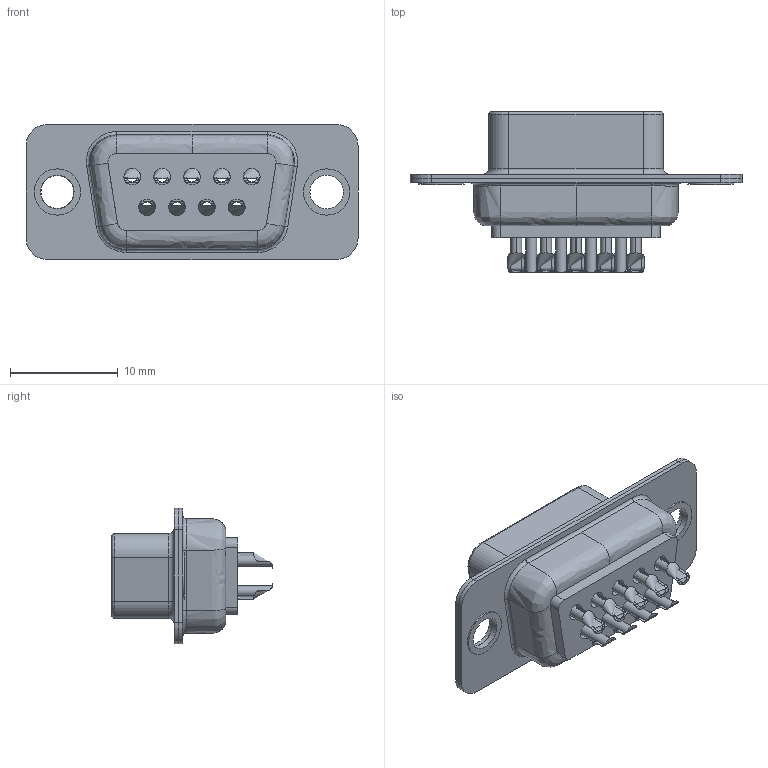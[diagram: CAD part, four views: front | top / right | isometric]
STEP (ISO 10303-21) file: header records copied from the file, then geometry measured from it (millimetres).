
FILE_DESCRIPTION(/* description */ ('Unknown'),/* implementation_level */ '2;1');
FILE_NAME(/* name */ '61800924923',/* time_stamp */ '2022-12-12T11:08:19+01:00',/* author */ ('Unknown'),/* organization */ ('Unknown'),/* preprocessor_version */ 'ST-DEVELOPER v16.7',/* originating_system */ 'Solid Edge',/* authorisation */ 'Unknown');
FILE_SCHEMA (('AUTOMOTIVE_DESIGN {1 0 10303 214 3 1 1}'));
Length unit declared in the file: millimetre
Products named in the file (5): 6180xx24923; 61800924923; 61800924923_SHIELDING2; 6180xx24923_PIN; 61800924923_SHIELDING1
Assembly tree (12 placements, depth 2):
  6180xx24923
    61800924923
    61800924923_SHIELDING2
    6180xx24923_PIN  x9
    61800924923_SHIELDING1
Bounding box: 30.8 x 14.9 x 12.55 mm (x, y, z)
Volume: 1586.8 mm3; surface area: 3737.3 mm2
Topology: 12 solids, 12 shells, 331 faces, 898 edges, 604 vertices
Faces by surface type: plane 145, cylinder 136, torus 25, bspline 25
Full cylindrical faces by diameter (mm): 1 x9, 1.54 x27, 3.05 x1, 3.1 x3, 4.3 x2
Entity records: 7122 total; most frequent: CARTESIAN_POINT 2539, DIRECTION 935, ORIENTED_EDGE 898, EDGE_CURVE 449, AXIS2_PLACEMENT_3D 361, VERTEX_POINT 308, EDGE_LOOP 239, FACE_BOUND 239
